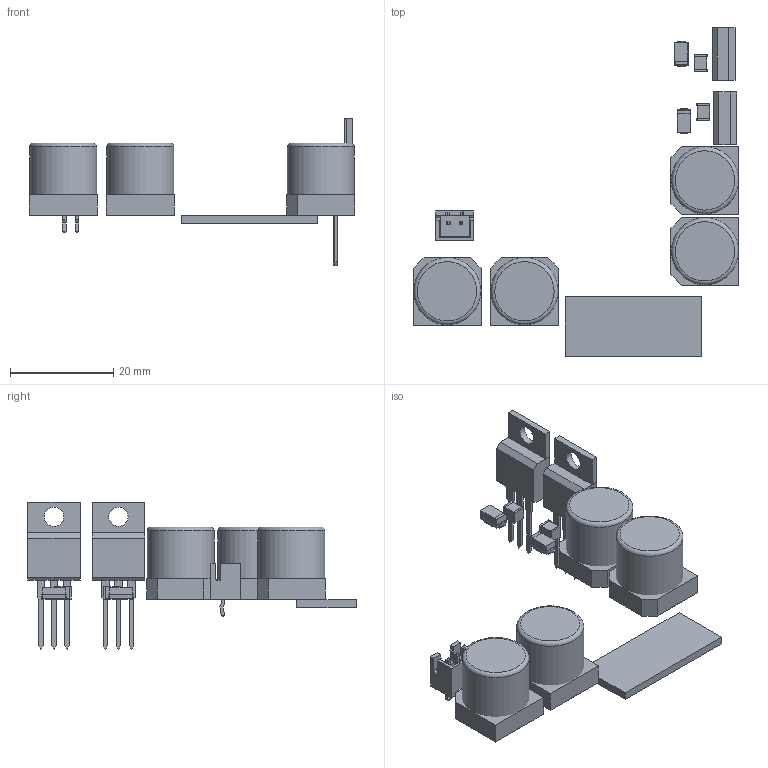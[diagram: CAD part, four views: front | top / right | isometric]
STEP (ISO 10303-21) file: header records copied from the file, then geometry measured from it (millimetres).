
FILE_DESCRIPTION(('KiCad electronic assembly'),'2;1');
FILE_NAME('prototype-power-supply.step','2023-04-25T16:13:03',('Pcbnew') ,('Kicad'),'Open CASCADE STEP processor 7.6','KiCad to STEP converter' ,'Unknown');
FILE_SCHEMA(('AUTOMOTIVE_DESIGN { 1 0 10303 214 1 1 1 1 }'));
Length unit declared in the file: millimetre
Products named in the file (13): prototype-power-supply 1; TO-220-3_Vertical; SOLID; Cap_Elec_12.5x13.5; D_SMA; JST_XH_B2B-XH-A_1x02_P2.50mm_Vertical; C_1210_3225Metric; prototype-power-supply PCB
Assembly tree (18 placements, depth 3):
  prototype-power-supply 1
    TO-220-3_Vertical  x2
      SOLID
    Cap_Elec_12.5x13.5  x4
      SOLID
      SOLID
    D_SMA  x2
      SOLID
    JST_XH_B2B-XH-A_1x02_P2.50mm_Vertical
      SOLID
    C_1210_3225Metric  x2
      SOLID
    prototype-power-supply PCB
Bounding box: 63.2 x 63.78 x 28.52 mm (x, y, z)
Volume: 11832.9 mm3; surface area: 7989.5 mm2
Topology: 16 solids, 16 shells, 377 faces, 975 edges, 640 vertices
Faces by surface type: plane 311, cylinder 42, bspline 20, torus 4
Full cylindrical faces by diameter (mm): 3.735 x2, 13 x4
Entity records: 16297 total; most frequent: CARTESIAN_POINT 2593, DIRECTION 2218, LINE 1637, VECTOR 1637, ORIENTED_EDGE 1180, PCURVE 1180, DEFINITIONAL_REPRESENTATION 1180, EDGE_CURVE 590
